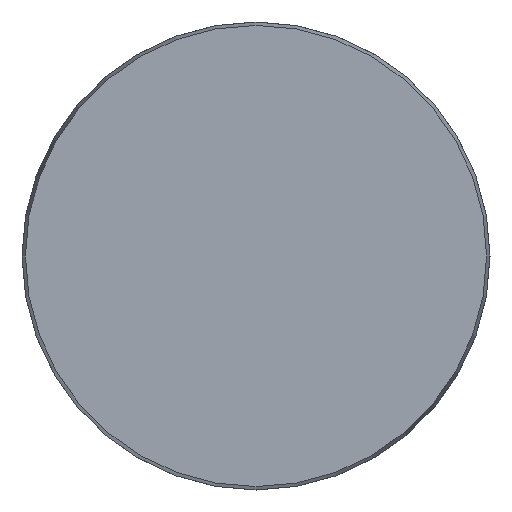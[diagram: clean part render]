
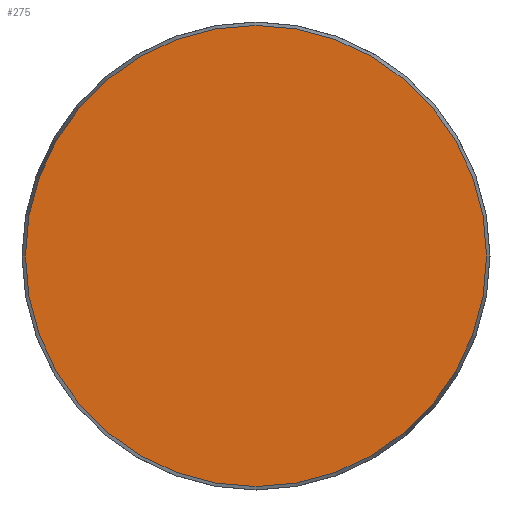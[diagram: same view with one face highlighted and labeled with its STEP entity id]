
A CAD part, front view. The second image highlights one B-rep face of the part: STEP entity #275.
In plain terms, the highlighted planar face has unit normal (0, -1, 0).
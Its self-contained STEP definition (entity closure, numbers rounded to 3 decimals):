
#5 = CIRCLE ( 'NONE', #158, 38.425 ) ;
#34 = CARTESIAN_POINT ( 'NONE',  ( 0., 0., 0. ) ) ;
#111 = FACE_OUTER_BOUND ( 'NONE', #501, .T. ) ;
#118 = DIRECTION ( 'NONE',  ( 0., 0., 1. ) ) ;
#123 = PLANE ( 'NONE',  #228 ) ;
#158 = AXIS2_PLACEMENT_3D ( 'NONE', #34, #325, #500 ) ;
#161 = EDGE_CURVE ( 'NONE', #183, #183, #5, .T. ) ;
#183 = VERTEX_POINT ( 'NONE', #269 ) ;
#228 = AXIS2_PLACEMENT_3D ( 'NONE', #420, #505, #118 ) ;
#269 = CARTESIAN_POINT ( 'NONE',  ( 0., 0., -38.425 ) ) ;
#275 = ADVANCED_FACE ( 'NONE', ( #111 ), #123, .F. ) ;
#325 = DIRECTION ( 'NONE',  ( 0., -1., 0. ) ) ;
#420 = CARTESIAN_POINT ( 'NONE',  ( -38.425, 0., 0. ) ) ;
#425 = ORIENTED_EDGE ( 'NONE', *, *, #161, .T. ) ;
#500 = DIRECTION ( 'NONE',  ( 0., 0., -1. ) ) ;
#501 = EDGE_LOOP ( 'NONE', ( #425 ) ) ;
#505 = DIRECTION ( 'NONE',  ( 0., 1., 0. ) ) ;
